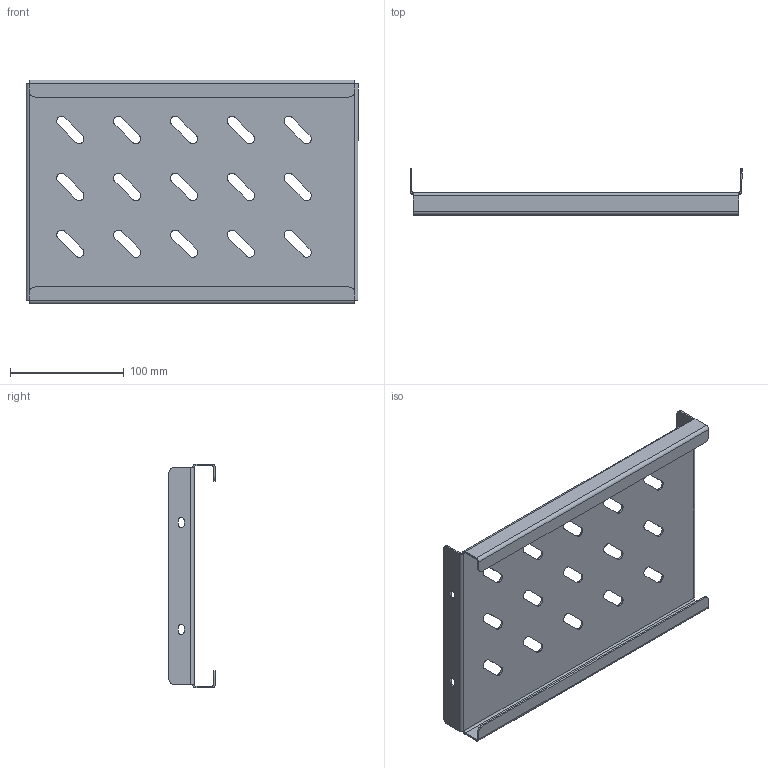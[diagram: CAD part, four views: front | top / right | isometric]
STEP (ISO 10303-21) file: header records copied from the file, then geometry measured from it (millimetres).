
FILE_DESCRIPTION (( 'STEP AP214' ), '1' );
FILE_NAME ('945.244.STEP', '2024-09-20T10:50:34', ( '' ), ( '' ), 'SwSTEP 2.0', 'SolidWorks 2021', '' );
FILE_SCHEMA (( 'AUTOMOTIVE_DESIGN' ));
Length unit declared in the file: millimetre
Products named in the file (1): 945.244
Bounding box: 292 x 41 x 197 mm (x, y, z)
Volume: 117703.8 mm3; surface area: 160416.8 mm2
Topology: 1 solids, 1 shells, 143 faces, 395 edges, 254 vertices
Faces by surface type: cylinder 73, plane 70
Entity records: 4681 total; most frequent: DIRECTION 829, CARTESIAN_POINT 793, ORIENTED_EDGE 790, EDGE_CURVE 395, AXIS2_PLACEMENT_3D 290, VERTEX_POINT 254, LINE 249, VECTOR 249
